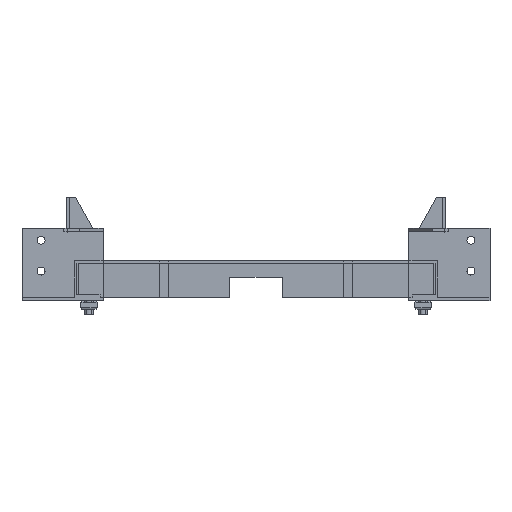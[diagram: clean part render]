
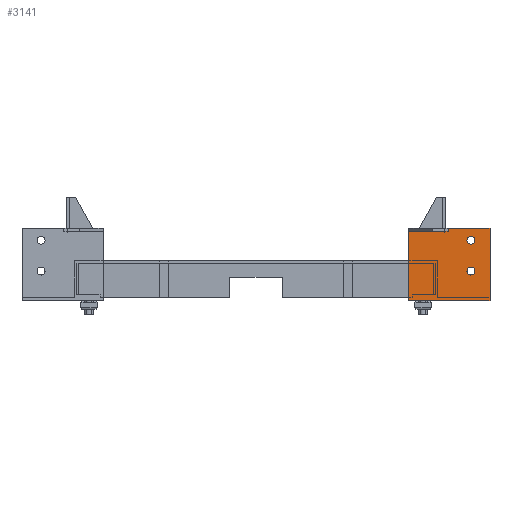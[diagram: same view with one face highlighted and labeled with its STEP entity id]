
A CAD part, front view. The second image highlights one B-rep face of the part: STEP entity #3141.
In plain terms, the highlighted planar face has unit normal (0, -1, 0).
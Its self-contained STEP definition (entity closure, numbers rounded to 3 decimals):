
#78 = VERTEX_POINT ( 'NONE', #8706 ) ;
#299 = CARTESIAN_POINT ( 'NONE',  ( 124.5, -863., 26.5 ) ) ;
#581 = VECTOR ( 'NONE', #875, 1000. ) ;
#590 = DIRECTION ( 'NONE',  ( 0., 0., 1. ) ) ;
#599 = EDGE_CURVE ( 'NONE', #6696, #10981, #13968, .T. ) ;
#875 = DIRECTION ( 'NONE',  ( 1., 0., 0. ) ) ;
#969 = DIRECTION ( 'NONE',  ( 0., 0., 1. ) ) ;
#1084 = CARTESIAN_POINT ( 'NONE',  ( 190.5, -863., 26.5 ) ) ;
#1863 = CARTESIAN_POINT ( 'NONE',  ( 175., -863., 13.25 ) ) ;
#2151 = DIRECTION ( 'NONE',  ( 1., 0., 0. ) ) ;
#2233 = EDGE_CURVE ( 'NONE', #13324, #6696, #9302, .T. ) ;
#2313 = VERTEX_POINT ( 'NONE', #6629 ) ;
#2471 = DIRECTION ( 'NONE',  ( 0., 0., -1. ) ) ;
#2557 = EDGE_CURVE ( 'NONE', #12846, #18428, #9919, .T. ) ;
#2568 = VECTOR ( 'NONE', #9100, 1000. ) ;
#2578 = LINE ( 'NONE', #7362, #15440 ) ;
#3043 = ORIENTED_EDGE ( 'NONE', *, *, #18856, .T. ) ;
#3141 = ADVANCED_FACE ( 'NONE', ( #18632, #13770, #11575 ), #16905, .F. ) ;
#3867 = CARTESIAN_POINT ( 'NONE',  ( 153.625, -863., 26.5 ) ) ;
#3901 = CARTESIAN_POINT ( 'NONE',  ( 124.5, -863., -29. ) ) ;
#4570 = LINE ( 'NONE', #11380, #8694 ) ;
#4759 = DIRECTION ( 'NONE',  ( 0., 0., 1. ) ) ;
#4841 = DIRECTION ( 'NONE',  ( 0., 0., 1. ) ) ;
#5102 = LINE ( 'NONE', #299, #8873 ) ;
#5207 = DIRECTION ( 'NONE',  ( 0., 0., 1. ) ) ;
#5439 = CIRCLE ( 'NONE', #12085, 3.25 ) ;
#5609 = CARTESIAN_POINT ( 'NONE',  ( 124.5, -863., -29. ) ) ;
#5678 = LINE ( 'NONE', #13932, #11232 ) ;
#5742 = VERTEX_POINT ( 'NONE', #19016 ) ;
#5841 = CARTESIAN_POINT ( 'NONE',  ( 124.5, -863., 23. ) ) ;
#6243 = CIRCLE ( 'NONE', #15256, 3.25 ) ;
#6286 = ORIENTED_EDGE ( 'NONE', *, *, #7594, .F. ) ;
#6381 = DIRECTION ( 'NONE',  ( -1., 0., 0. ) ) ;
#6538 = VERTEX_POINT ( 'NONE', #1863 ) ;
#6629 = CARTESIAN_POINT ( 'NONE',  ( 175., -863., -5.25 ) ) ;
#6696 = VERTEX_POINT ( 'NONE', #3867 ) ;
#6924 = CARTESIAN_POINT ( 'NONE',  ( 124.5, -863., 24. ) ) ;
#6953 = ORIENTED_EDGE ( 'NONE', *, *, #20253, .F. ) ;
#7105 = CARTESIAN_POINT ( 'NONE',  ( 190.5, -863., 23.5 ) ) ;
#7288 = ORIENTED_EDGE ( 'NONE', *, *, #599, .F. ) ;
#7362 = CARTESIAN_POINT ( 'NONE',  ( 190.5, -863., -3. ) ) ;
#7594 = EDGE_CURVE ( 'NONE', #9991, #16256, #5102, .T. ) ;
#7699 = CARTESIAN_POINT ( 'NONE',  ( 124.5, -863., -32.5 ) ) ;
#8077 = DIRECTION ( 'NONE',  ( 0., 1., 0. ) ) ;
#8150 = VECTOR ( 'NONE', #4759, 1000. ) ;
#8694 = VECTOR ( 'NONE', #12967, 1000. ) ;
#8706 = CARTESIAN_POINT ( 'NONE',  ( 153.5, -863., 22.875 ) ) ;
#8790 = DIRECTION ( 'NONE',  ( 0., 0., 1. ) ) ;
#8873 = VECTOR ( 'NONE', #5207, 1000. ) ;
#8936 = DIRECTION ( 'NONE',  ( 0., 0., -1. ) ) ;
#9100 = DIRECTION ( 'NONE',  ( 0., 0., -1. ) ) ;
#9203 = LINE ( 'NONE', #15776, #581 ) ;
#9302 = LINE ( 'NONE', #16802, #8150 ) ;
#9810 = VERTEX_POINT ( 'NONE', #10293 ) ;
#9919 = LINE ( 'NONE', #16473, #21240 ) ;
#9971 = CARTESIAN_POINT ( 'NONE',  ( 153.625, -863., 22.875 ) ) ;
#9991 = VERTEX_POINT ( 'NONE', #3901 ) ;
#10293 = CARTESIAN_POINT ( 'NONE',  ( 190.5, -863., -32.5 ) ) ;
#10486 = ORIENTED_EDGE ( 'NONE', *, *, #15093, .T. ) ;
#10688 = VECTOR ( 'NONE', #969, 1000. ) ;
#10700 = CARTESIAN_POINT ( 'NONE',  ( 175., -863., -8.5 ) ) ;
#10802 = DIRECTION ( 'NONE',  ( 0., 0., 1. ) ) ;
#10840 = VERTEX_POINT ( 'NONE', #20075 ) ;
#10955 = EDGE_CURVE ( 'NONE', #10840, #78, #15987, .T. ) ;
#10978 = AXIS2_PLACEMENT_3D ( 'NONE', #13165, #8077, #2151 ) ;
#10981 = VERTEX_POINT ( 'NONE', #1084 ) ;
#11232 = VECTOR ( 'NONE', #13717, 1000. ) ;
#11380 = CARTESIAN_POINT ( 'NONE',  ( 153.5, -863., 23. ) ) ;
#11403 = CARTESIAN_POINT ( 'NONE',  ( 190.5, -863., -29. ) ) ;
#11575 = FACE_OUTER_BOUND ( 'NONE', #15936, .T. ) ;
#11594 = ORIENTED_EDGE ( 'NONE', *, *, #18530, .F. ) ;
#11707 = EDGE_CURVE ( 'NONE', #10981, #13738, #13296, .T. ) ;
#11939 = DIRECTION ( 'NONE',  ( 1., 0., 0. ) ) ;
#11961 = ORIENTED_EDGE ( 'NONE', *, *, #2557, .T. ) ;
#12033 = CARTESIAN_POINT ( 'NONE',  ( 175., -863., 16.5 ) ) ;
#12085 = AXIS2_PLACEMENT_3D ( 'NONE', #14738, #14851, #4841 ) ;
#12140 = ORIENTED_EDGE ( 'NONE', *, *, #15458, .T. ) ;
#12415 = AXIS2_PLACEMENT_3D ( 'NONE', #12033, #13634, #590 ) ;
#12513 = LINE ( 'NONE', #15974, #10688 ) ;
#12630 = CARTESIAN_POINT ( 'NONE',  ( 153.5, -863., 23. ) ) ;
#12682 = VERTEX_POINT ( 'NONE', #19492 ) ;
#12713 = VERTEX_POINT ( 'NONE', #7699 ) ;
#12846 = VERTEX_POINT ( 'NONE', #19912 ) ;
#12939 = ORIENTED_EDGE ( 'NONE', *, *, #21288, .T. ) ;
#12967 = DIRECTION ( 'NONE',  ( 0., 0., 1. ) ) ;
#13123 = EDGE_CURVE ( 'NONE', #9810, #12713, #5678, .T. ) ;
#13165 = CARTESIAN_POINT ( 'NONE',  ( 157.5, -863., -3. ) ) ;
#13296 = LINE ( 'NONE', #7105, #14728 ) ;
#13324 = VERTEX_POINT ( 'NONE', #9971 ) ;
#13445 = CIRCLE ( 'NONE', #12415, 3.25 ) ;
#13634 = DIRECTION ( 'NONE',  ( 0., 1., 0. ) ) ;
#13717 = DIRECTION ( 'NONE',  ( -1., 0., 0. ) ) ;
#13738 = VERTEX_POINT ( 'NONE', #11403 ) ;
#13770 = FACE_BOUND ( 'NONE', #15521, .T. ) ;
#13896 = ORIENTED_EDGE ( 'NONE', *, *, #11707, .F. ) ;
#13932 = CARTESIAN_POINT ( 'NONE',  ( 157.5, -863., -32.5 ) ) ;
#13968 = LINE ( 'NONE', #20231, #15976 ) ;
#14728 = VECTOR ( 'NONE', #15247, 1000. ) ;
#14738 = CARTESIAN_POINT ( 'NONE',  ( 175., -863., 16.5 ) ) ;
#14851 = DIRECTION ( 'NONE',  ( 0., 1., 0. ) ) ;
#15093 = EDGE_CURVE ( 'NONE', #2313, #12682, #6243, .T. ) ;
#15149 = DIRECTION ( 'NONE',  ( 0., 1., 0. ) ) ;
#15247 = DIRECTION ( 'NONE',  ( 0., 0., -1. ) ) ;
#15256 = AXIS2_PLACEMENT_3D ( 'NONE', #10700, #20267, #10802 ) ;
#15440 = VECTOR ( 'NONE', #2471, 1000. ) ;
#15458 = EDGE_CURVE ( 'NONE', #9991, #12713, #18631, .T. ) ;
#15521 = EDGE_LOOP ( 'NONE', ( #17964, #12939 ) ) ;
#15776 = CARTESIAN_POINT ( 'NONE',  ( 153.5, -863., 22.875 ) ) ;
#15936 = EDGE_LOOP ( 'NONE', ( #6286, #12140, #20151, #11594, #13896, #7288, #18883, #6953, #19871, #16477, #11961, #19171 ) ) ;
#15974 = CARTESIAN_POINT ( 'NONE',  ( 124.5, -863., -3. ) ) ;
#15976 = VECTOR ( 'NONE', #11939, 1000. ) ;
#15987 = LINE ( 'NONE', #12630, #2568 ) ;
#16256 = VERTEX_POINT ( 'NONE', #5841 ) ;
#16473 = CARTESIAN_POINT ( 'NONE',  ( 157.5, -863., 24. ) ) ;
#16477 = ORIENTED_EDGE ( 'NONE', *, *, #17596, .T. ) ;
#16802 = CARTESIAN_POINT ( 'NONE',  ( 153.625, -863., 22.875 ) ) ;
#16905 = PLANE ( 'NONE',  #10978 ) ;
#17596 = EDGE_CURVE ( 'NONE', #10840, #12846, #4570, .T. ) ;
#17875 = VECTOR ( 'NONE', #8936, 1000. ) ;
#17964 = ORIENTED_EDGE ( 'NONE', *, *, #21198, .T. ) ;
#18428 = VERTEX_POINT ( 'NONE', #6924 ) ;
#18530 = EDGE_CURVE ( 'NONE', #13738, #9810, #2578, .T. ) ;
#18631 = LINE ( 'NONE', #5609, #17875 ) ;
#18632 = FACE_BOUND ( 'NONE', #21123, .T. ) ;
#18856 = EDGE_CURVE ( 'NONE', #12682, #2313, #20978, .T. ) ;
#18883 = ORIENTED_EDGE ( 'NONE', *, *, #2233, .F. ) ;
#19016 = CARTESIAN_POINT ( 'NONE',  ( 175., -863., 19.75 ) ) ;
#19171 = ORIENTED_EDGE ( 'NONE', *, *, #20760, .F. ) ;
#19492 = CARTESIAN_POINT ( 'NONE',  ( 175., -863., -11.75 ) ) ;
#19871 = ORIENTED_EDGE ( 'NONE', *, *, #10955, .F. ) ;
#19912 = CARTESIAN_POINT ( 'NONE',  ( 153.5, -863., 24. ) ) ;
#19999 = CARTESIAN_POINT ( 'NONE',  ( 175., -863., -8.5 ) ) ;
#20075 = CARTESIAN_POINT ( 'NONE',  ( 153.5, -863., 23. ) ) ;
#20151 = ORIENTED_EDGE ( 'NONE', *, *, #13123, .F. ) ;
#20231 = CARTESIAN_POINT ( 'NONE',  ( 187.5, -863., 26.5 ) ) ;
#20253 = EDGE_CURVE ( 'NONE', #78, #13324, #9203, .T. ) ;
#20267 = DIRECTION ( 'NONE',  ( 0., 1., 0. ) ) ;
#20760 = EDGE_CURVE ( 'NONE', #16256, #18428, #12513, .T. ) ;
#20978 = CIRCLE ( 'NONE', #21342, 3.25 ) ;
#21123 = EDGE_LOOP ( 'NONE', ( #10486, #3043 ) ) ;
#21198 = EDGE_CURVE ( 'NONE', #5742, #6538, #5439, .T. ) ;
#21240 = VECTOR ( 'NONE', #6381, 1000. ) ;
#21288 = EDGE_CURVE ( 'NONE', #6538, #5742, #13445, .T. ) ;
#21342 = AXIS2_PLACEMENT_3D ( 'NONE', #19999, #15149, #8790 ) ;
